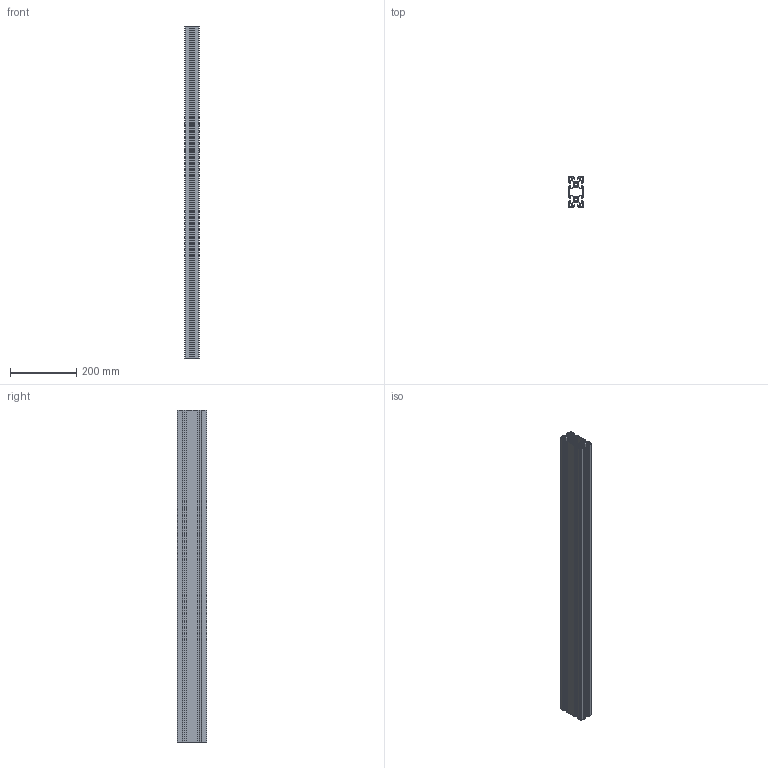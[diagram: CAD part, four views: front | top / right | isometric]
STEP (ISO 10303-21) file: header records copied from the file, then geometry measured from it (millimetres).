
FILE_DESCRIPTION (( 'STEP AP203' ), '1' );
FILE_NAME ('45X90 LÝGHT.STEP', '2016-01-08T08:28:03', ( '' ), ( '' ), 'SwSTEP 2.0', 'SolidWorks 2015', '' );
FILE_SCHEMA (( 'CONFIG_CONTROL_DESIGN' ));
Length unit declared in the file: millimetre
Products named in the file (1): 45X90 LÝGHT
Bounding box: 45 x 90 x 1000 mm (x, y, z)
Volume: 962962.5 mm3; surface area: 1071126.1 mm2
Topology: 1 solids, 1 shells, 568 faces, 1698 edges, 1132 vertices
Faces by surface type: cylinder 306, plane 262
Entity records: 19419 total; most frequent: DIRECTION 3448, CARTESIAN_POINT 3399, ORIENTED_EDGE 3396, EDGE_CURVE 1698, AXIS2_PLACEMENT_3D 1181, VERTEX_POINT 1132, VECTOR 1086, LINE 1086
